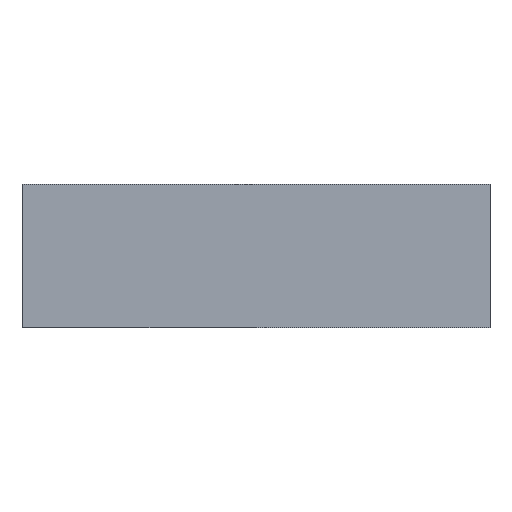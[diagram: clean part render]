
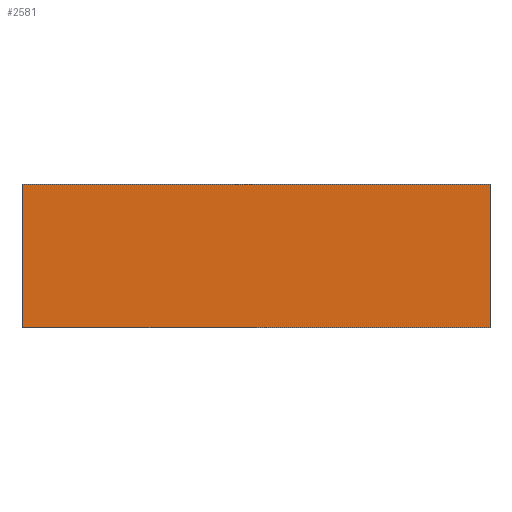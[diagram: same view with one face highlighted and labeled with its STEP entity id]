
A CAD part, front view. The second image highlights one B-rep face of the part: STEP entity #2581.
In plain terms, the highlighted planar face has unit normal (0, -1, 0).
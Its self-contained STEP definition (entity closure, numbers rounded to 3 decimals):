
#1271 = CARTESIAN_POINT ( 'NONE',  ( -212., -20., 65. ) ) ;
#2046 = AXIS2_PLACEMENT_3D ( 'NONE', #23700, #33787, #17466 ) ;
#2515 = VECTOR ( 'NONE', #32062, 1000. ) ;
#2581 = ADVANCED_FACE ( 'NONE', ( #20997 ), #20162, .T. ) ;
#3270 = VERTEX_POINT ( 'NONE', #5659 ) ;
#4542 = VERTEX_POINT ( 'NONE', #34518 ) ;
#4709 = VECTOR ( 'NONE', #25484, 1000. ) ;
#5659 = CARTESIAN_POINT ( 'NONE',  ( -212., -20., -65. ) ) ;
#7888 = VERTEX_POINT ( 'NONE', #13254 ) ;
#9193 = VECTOR ( 'NONE', #10360, 1000. ) ;
#9729 = EDGE_CURVE ( 'NONE', #3270, #28016, #20364, .T. ) ;
#10360 = DIRECTION ( 'NONE',  ( 0., 0., 1. ) ) ;
#11594 = CARTESIAN_POINT ( 'NONE',  ( 212., -20., -65. ) ) ;
#13254 = CARTESIAN_POINT ( 'NONE',  ( 212., -20., 65. ) ) ;
#13430 = ORIENTED_EDGE ( 'NONE', *, *, #9729, .T. ) ;
#14473 = EDGE_LOOP ( 'NONE', ( #23574, #13430, #16039, #33261 ) ) ;
#16039 = ORIENTED_EDGE ( 'NONE', *, *, #22383, .T. ) ;
#17466 = DIRECTION ( 'NONE',  ( 0., 0., -1. ) ) ;
#20162 = PLANE ( 'NONE',  #2046 ) ;
#20364 = LINE ( 'NONE', #34887, #22764 ) ;
#20997 = FACE_OUTER_BOUND ( 'NONE', #14473, .T. ) ;
#21649 = CARTESIAN_POINT ( 'NONE',  ( -212., -20., 65. ) ) ;
#21668 = LINE ( 'NONE', #29738, #9193 ) ;
#22383 = EDGE_CURVE ( 'NONE', #28016, #7888, #21668, .T. ) ;
#22764 = VECTOR ( 'NONE', #31307, 1000. ) ;
#23574 = ORIENTED_EDGE ( 'NONE', *, *, #25273, .T. ) ;
#23700 = CARTESIAN_POINT ( 'NONE',  ( 0., -20., 0. ) ) ;
#25273 = EDGE_CURVE ( 'NONE', #4542, #3270, #31043, .T. ) ;
#25484 = DIRECTION ( 'NONE',  ( 0., 0., -1. ) ) ;
#28016 = VERTEX_POINT ( 'NONE', #11594 ) ;
#29546 = LINE ( 'NONE', #21649, #2515 ) ;
#29738 = CARTESIAN_POINT ( 'NONE',  ( 212., -20., 65. ) ) ;
#31043 = LINE ( 'NONE', #1271, #4709 ) ;
#31307 = DIRECTION ( 'NONE',  ( 1., 0., 0. ) ) ;
#32062 = DIRECTION ( 'NONE',  ( -1., 0., 0. ) ) ;
#33142 = EDGE_CURVE ( 'NONE', #7888, #4542, #29546, .T. ) ;
#33261 = ORIENTED_EDGE ( 'NONE', *, *, #33142, .T. ) ;
#33787 = DIRECTION ( 'NONE',  ( 0., -1., 0. ) ) ;
#34518 = CARTESIAN_POINT ( 'NONE',  ( -212., -20., 65. ) ) ;
#34887 = CARTESIAN_POINT ( 'NONE',  ( -212., -20., -65. ) ) ;
